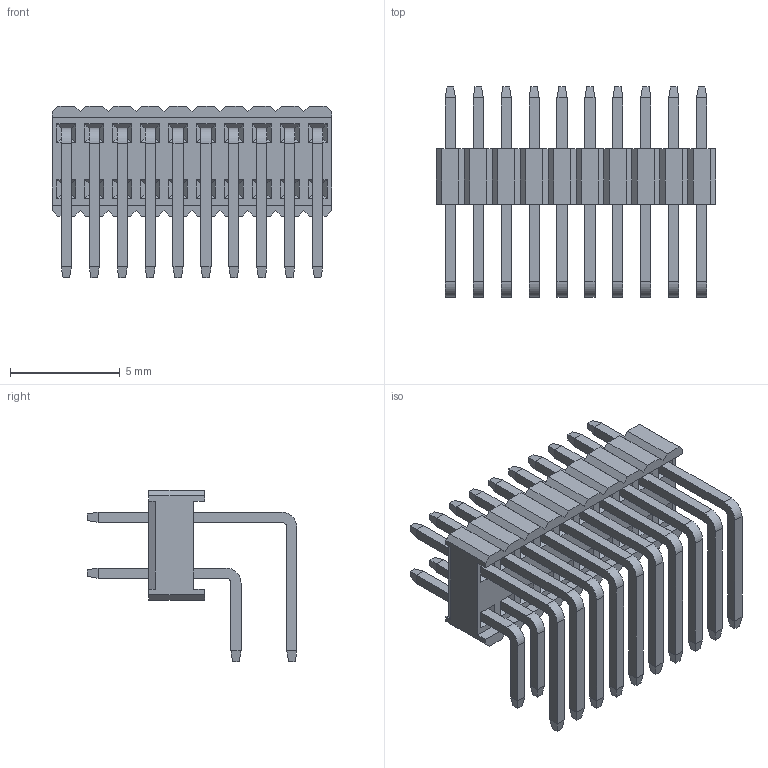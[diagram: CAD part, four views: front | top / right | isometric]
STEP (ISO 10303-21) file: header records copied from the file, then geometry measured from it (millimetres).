
FILE_DESCRIPTION( ('This file contains a STEP AP42 implementation' ,'as created by ZW3D STEP Interface translator.') ,'2;1' );
FILE_NAME( '1425-1210XXR106XXXX.stp' ,'23 320. 83222', (''), ('ZWCAD Software Co.'), 'Version 1.0', 'ZW3D to STEP translator', '' );
FILE_SCHEMA(('AUTOMOTIVE_DESIGN { 1 0 10303 214 1 1 1 1 }'));
Length unit declared in the file: millimetre
Products named in the file (5): 0; 1425-1210XXR106XXXX; G1425-2_2; T1146-R-1; T1146-R-2
Assembly tree (21 placements, depth 2):
  0
  1425-1210XXR106XXXX
    G1425-2_2
    T1146-R-1  x10
    T1146-R-2  x10
Bounding box: 12.7 x 9.54 x 7.8 mm (x, y, z)
Volume: 175.7 mm3; surface area: 789.3 mm2
Topology: 21 solids, 21 shells, 630 faces, 1497 edges, 918 vertices
Faces by surface type: plane 590, cylinder 40
Entity records: 9626 total; most frequent: CARTESIAN_POINT 1615, ORIENTED_EDGE 1554, DIRECTION 1489, EDGE_CURVE 777, VECTOR 769, LINE 769, VERTEX_POINT 486, AXIS2_PLACEMENT_3D 360
